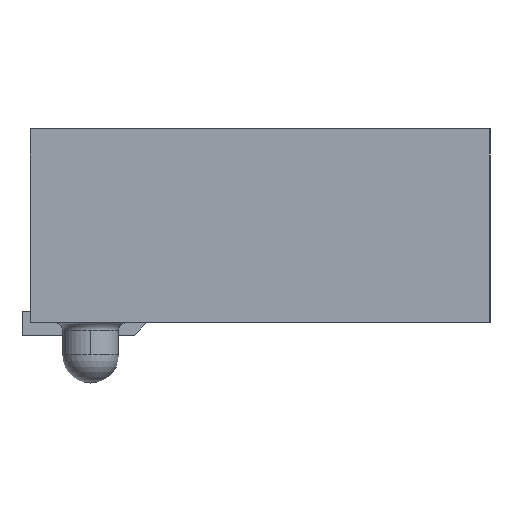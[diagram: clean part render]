
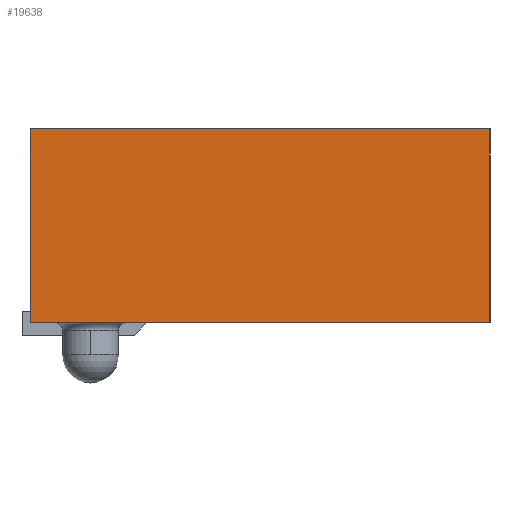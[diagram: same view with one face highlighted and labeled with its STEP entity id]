
A CAD part, left-side view. The second image highlights one B-rep face of the part: STEP entity #19638.
In plain terms, the highlighted planar face has unit normal (-1, 0, 0).
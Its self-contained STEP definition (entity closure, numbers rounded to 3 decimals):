
#126 = PLANE('',#127);
#127 = AXIS2_PLACEMENT_3D('',#128,#129,#130);
#128 = CARTESIAN_POINT('',(-15.638,-3.62,0.206));
#129 = DIRECTION('',(0.,0.,1.));
#130 = DIRECTION('',(0.,-1.,0.));
#686 = EDGE_CURVE('',#687,#689,#691,.T.);
#687 = VERTEX_POINT('',#688);
#688 = CARTESIAN_POINT('',(-15.638,2.667,0.206));
#689 = VERTEX_POINT('',#690);
#690 = CARTESIAN_POINT('',(-15.638,3.62,0.206));
#691 = SURFACE_CURVE('',#692,(#696,#703),.PCURVE_S1.);
#692 = LINE('',#693,#694);
#693 = CARTESIAN_POINT('',(-15.638,-3.62,0.206));
#694 = VECTOR('',#695,1.);
#695 = DIRECTION('',(0.,1.,0.));
#696 = PCURVE('',#126,#697);
#697 = DEFINITIONAL_REPRESENTATION('',(#698),#702);
#698 = LINE('',#699,#700);
#699 = CARTESIAN_POINT('',(0.,0.));
#700 = VECTOR('',#701,1.);
#701 = DIRECTION('',(-1.,0.));
#702 = ( GEOMETRIC_REPRESENTATION_CONTEXT(2) 
PARAMETRIC_REPRESENTATION_CONTEXT() REPRESENTATION_CONTEXT('2D SPACE',''
  ) );
#703 = PCURVE('',#704,#709);
#704 = PLANE('',#705);
#705 = AXIS2_PLACEMENT_3D('',#706,#707,#708);
#706 = CARTESIAN_POINT('',(-15.638,-3.62,0.206));
#707 = DIRECTION('',(-1.,0.,0.));
#708 = DIRECTION('',(0.,-1.,0.));
#709 = DEFINITIONAL_REPRESENTATION('',(#710),#714);
#710 = LINE('',#711,#712);
#711 = CARTESIAN_POINT('',(0.,0.));
#712 = VECTOR('',#713,1.);
#713 = DIRECTION('',(-1.,0.));
#714 = ( GEOMETRIC_REPRESENTATION_CONTEXT(2) 
PARAMETRIC_REPRESENTATION_CONTEXT() REPRESENTATION_CONTEXT('2D SPACE',''
  ) );
#716 = EDGE_CURVE('',#717,#687,#719,.T.);
#717 = VERTEX_POINT('',#718);
#718 = CARTESIAN_POINT('',(-15.638,-3.62,0.206));
#719 = SURFACE_CURVE('',#720,(#724,#731),.PCURVE_S1.);
#720 = LINE('',#721,#722);
#721 = CARTESIAN_POINT('',(-15.638,-3.62,0.206));
#722 = VECTOR('',#723,1.);
#723 = DIRECTION('',(0.,1.,0.));
#724 = PCURVE('',#126,#725);
#725 = DEFINITIONAL_REPRESENTATION('',(#726),#730);
#726 = LINE('',#727,#728);
#727 = CARTESIAN_POINT('',(0.,0.));
#728 = VECTOR('',#729,1.);
#729 = DIRECTION('',(-1.,0.));
#730 = ( GEOMETRIC_REPRESENTATION_CONTEXT(2) 
PARAMETRIC_REPRESENTATION_CONTEXT() REPRESENTATION_CONTEXT('2D SPACE',''
  ) );
#731 = PCURVE('',#704,#732);
#732 = DEFINITIONAL_REPRESENTATION('',(#733),#737);
#733 = LINE('',#734,#735);
#734 = CARTESIAN_POINT('',(0.,0.));
#735 = VECTOR('',#736,1.);
#736 = DIRECTION('',(-1.,0.));
#737 = ( GEOMETRIC_REPRESENTATION_CONTEXT(2) 
PARAMETRIC_REPRESENTATION_CONTEXT() REPRESENTATION_CONTEXT('2D SPACE',''
  ) );
#755 = PLANE('',#756);
#756 = AXIS2_PLACEMENT_3D('',#757,#758,#759);
#757 = CARTESIAN_POINT('',(-15.638,-3.62,3.254));
#758 = DIRECTION('',(0.,-1.,0.));
#759 = DIRECTION('',(1.,0.,0.));
#6289 = PLANE('',#6290);
#6290 = AXIS2_PLACEMENT_3D('',#6291,#6292,#6293);
#6291 = CARTESIAN_POINT('',(-15.638,3.62,3.254));
#6292 = DIRECTION('',(0.,-1.,0.));
#6293 = DIRECTION('',(1.,0.,0.));
#19638 = ADVANCED_FACE('',(#19639),#704,.T.);
#19639 = FACE_BOUND('',#19640,.T.);
#19640 = EDGE_LOOP('',(#19641,#19664,#19665,#19666,#19689));
#19641 = ORIENTED_EDGE('',*,*,#19642,.F.);
#19642 = EDGE_CURVE('',#689,#19643,#19645,.T.);
#19643 = VERTEX_POINT('',#19644);
#19644 = CARTESIAN_POINT('',(-15.638,3.62,3.254));
#19645 = SURFACE_CURVE('',#19646,(#19650,#19657),.PCURVE_S1.);
#19646 = LINE('',#19647,#19648);
#19647 = CARTESIAN_POINT('',(-15.638,3.62,0.206));
#19648 = VECTOR('',#19649,1.);
#19649 = DIRECTION('',(0.,0.,1.));
#19650 = PCURVE('',#704,#19651);
#19651 = DEFINITIONAL_REPRESENTATION('',(#19652),#19656);
#19652 = LINE('',#19653,#19654);
#19653 = CARTESIAN_POINT('',(-7.239,0.));
#19654 = VECTOR('',#19655,1.);
#19655 = DIRECTION('',(0.,1.));
#19656 = ( GEOMETRIC_REPRESENTATION_CONTEXT(2) 
PARAMETRIC_REPRESENTATION_CONTEXT() REPRESENTATION_CONTEXT('2D SPACE',''
  ) );
#19657 = PCURVE('',#6289,#19658);
#19658 = DEFINITIONAL_REPRESENTATION('',(#19659),#19663);
#19659 = LINE('',#19660,#19661);
#19660 = CARTESIAN_POINT('',(0.,-3.048));
#19661 = VECTOR('',#19662,1.);
#19662 = DIRECTION('',(0.,1.));
#19663 = ( GEOMETRIC_REPRESENTATION_CONTEXT(2) 
PARAMETRIC_REPRESENTATION_CONTEXT() REPRESENTATION_CONTEXT('2D SPACE',''
  ) );
#19664 = ORIENTED_EDGE('',*,*,#686,.F.);
#19665 = ORIENTED_EDGE('',*,*,#716,.F.);
#19666 = ORIENTED_EDGE('',*,*,#19667,.T.);
#19667 = EDGE_CURVE('',#717,#19668,#19670,.T.);
#19668 = VERTEX_POINT('',#19669);
#19669 = CARTESIAN_POINT('',(-15.638,-3.62,3.254));
#19670 = SURFACE_CURVE('',#19671,(#19675,#19682),.PCURVE_S1.);
#19671 = LINE('',#19672,#19673);
#19672 = CARTESIAN_POINT('',(-15.638,-3.62,0.206));
#19673 = VECTOR('',#19674,1.);
#19674 = DIRECTION('',(0.,0.,1.));
#19675 = PCURVE('',#704,#19676);
#19676 = DEFINITIONAL_REPRESENTATION('',(#19677),#19681);
#19677 = LINE('',#19678,#19679);
#19678 = CARTESIAN_POINT('',(0.,0.));
#19679 = VECTOR('',#19680,1.);
#19680 = DIRECTION('',(0.,1.));
#19681 = ( GEOMETRIC_REPRESENTATION_CONTEXT(2) 
PARAMETRIC_REPRESENTATION_CONTEXT() REPRESENTATION_CONTEXT('2D SPACE',''
  ) );
#19682 = PCURVE('',#755,#19683);
#19683 = DEFINITIONAL_REPRESENTATION('',(#19684),#19688);
#19684 = LINE('',#19685,#19686);
#19685 = CARTESIAN_POINT('',(0.,-3.048));
#19686 = VECTOR('',#19687,1.);
#19687 = DIRECTION('',(0.,1.));
#19688 = ( GEOMETRIC_REPRESENTATION_CONTEXT(2) 
PARAMETRIC_REPRESENTATION_CONTEXT() REPRESENTATION_CONTEXT('2D SPACE',''
  ) );
#19689 = ORIENTED_EDGE('',*,*,#19690,.T.);
#19690 = EDGE_CURVE('',#19668,#19643,#19691,.T.);
#19691 = SURFACE_CURVE('',#19692,(#19696,#19703),.PCURVE_S1.);
#19692 = LINE('',#19693,#19694);
#19693 = CARTESIAN_POINT('',(-15.638,-3.62,3.254));
#19694 = VECTOR('',#19695,1.);
#19695 = DIRECTION('',(0.,1.,0.));
#19696 = PCURVE('',#704,#19697);
#19697 = DEFINITIONAL_REPRESENTATION('',(#19698),#19702);
#19698 = LINE('',#19699,#19700);
#19699 = CARTESIAN_POINT('',(0.,3.048));
#19700 = VECTOR('',#19701,1.);
#19701 = DIRECTION('',(-1.,0.));
#19702 = ( GEOMETRIC_REPRESENTATION_CONTEXT(2) 
PARAMETRIC_REPRESENTATION_CONTEXT() REPRESENTATION_CONTEXT('2D SPACE',''
  ) );
#19703 = PCURVE('',#19704,#19709);
#19704 = PLANE('',#19705);
#19705 = AXIS2_PLACEMENT_3D('',#19706,#19707,#19708);
#19706 = CARTESIAN_POINT('',(15.638,-3.62,3.254));
#19707 = DIRECTION('',(0.,0.,-1.));
#19708 = DIRECTION('',(0.,1.,0.));
#19709 = DEFINITIONAL_REPRESENTATION('',(#19710),#19714);
#19710 = LINE('',#19711,#19712);
#19711 = CARTESIAN_POINT('',(0.,-31.275));
#19712 = VECTOR('',#19713,1.);
#19713 = DIRECTION('',(1.,0.));
#19714 = ( GEOMETRIC_REPRESENTATION_CONTEXT(2) 
PARAMETRIC_REPRESENTATION_CONTEXT() REPRESENTATION_CONTEXT('2D SPACE',''
  ) );
